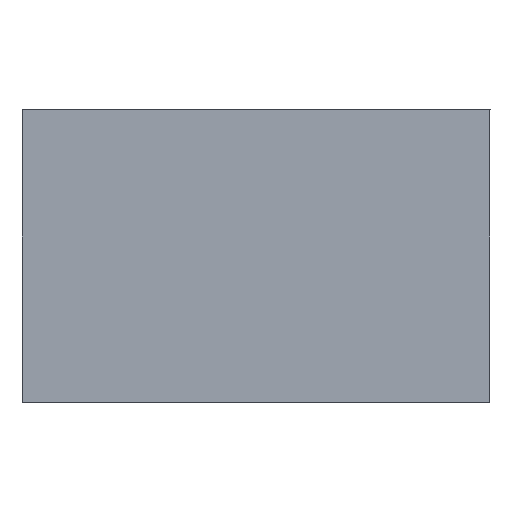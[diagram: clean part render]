
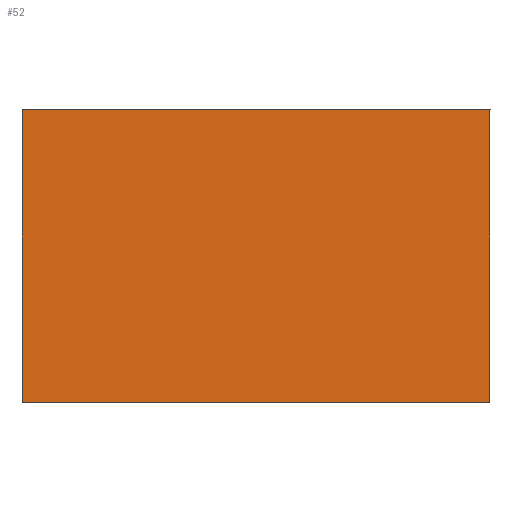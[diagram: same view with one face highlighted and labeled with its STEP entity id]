
A CAD part, left-side view. The second image highlights one B-rep face of the part: STEP entity #52.
In plain terms, the highlighted planar face has unit normal (-1, 0, 0).
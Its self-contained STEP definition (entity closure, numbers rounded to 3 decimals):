
#52 = ADVANCED_FACE( '', ( #110 ), #111, .F. );
#110 = FACE_OUTER_BOUND( '', #174, .T. );
#111 = PLANE( '', #175 );
#174 = EDGE_LOOP( '', ( #241, #242, #243, #244 ) );
#175 = AXIS2_PLACEMENT_3D( '', #245, #246, #247 );
#241 = ORIENTED_EDGE( '', *, *, #374, .F. );
#242 = ORIENTED_EDGE( '', *, *, #375, .T. );
#243 = ORIENTED_EDGE( '', *, *, #370, .T. );
#244 = ORIENTED_EDGE( '', *, *, #376, .T. );
#245 = CARTESIAN_POINT( '', ( -0.8, 0.8, 1. ) );
#246 = DIRECTION( '', ( 1., 0., 0. ) );
#247 = DIRECTION( '', ( 0., 0., -1. ) );
#370 = EDGE_CURVE( '', #428, #426, #429, .T. );
#374 = EDGE_CURVE( '', #434, #435, #436, .T. );
#375 = EDGE_CURVE( '', #434, #428, #437, .T. );
#376 = EDGE_CURVE( '', #426, #435, #438, .T. );
#426 = VERTEX_POINT( '', #506 );
#428 = VERTEX_POINT( '', #509 );
#429 = LINE( '', #510, #511 );
#434 = VERTEX_POINT( '', #518 );
#435 = VERTEX_POINT( '', #519 );
#436 = LINE( '', #520, #521 );
#437 = LINE( '', #522, #523 );
#438 = LINE( '', #524, #525 );
#506 = CARTESIAN_POINT( '', ( -0.8, 0.8, 0. ) );
#509 = CARTESIAN_POINT( '', ( -0.8, 0.8, 1. ) );
#510 = CARTESIAN_POINT( '', ( -0.8, 0.8, 1. ) );
#511 = VECTOR( '', #609, 1000. );
#518 = CARTESIAN_POINT( '', ( -0.8, -0.8, 1. ) );
#519 = CARTESIAN_POINT( '', ( -0.8, -0.8, 0. ) );
#520 = CARTESIAN_POINT( '', ( -0.8, -0.8, 1. ) );
#521 = VECTOR( '', #612, 1000. );
#522 = CARTESIAN_POINT( '', ( -0.8, -0.8, 1. ) );
#523 = VECTOR( '', #613, 1000. );
#524 = CARTESIAN_POINT( '', ( -0.8, 0.8, 0. ) );
#525 = VECTOR( '', #614, 1000. );
#609 = DIRECTION( '', ( 0., 0., -1. ) );
#612 = DIRECTION( '', ( 0., 0., -1. ) );
#613 = DIRECTION( '', ( 0., 1., 0. ) );
#614 = DIRECTION( '', ( 0., -1., 0. ) );
